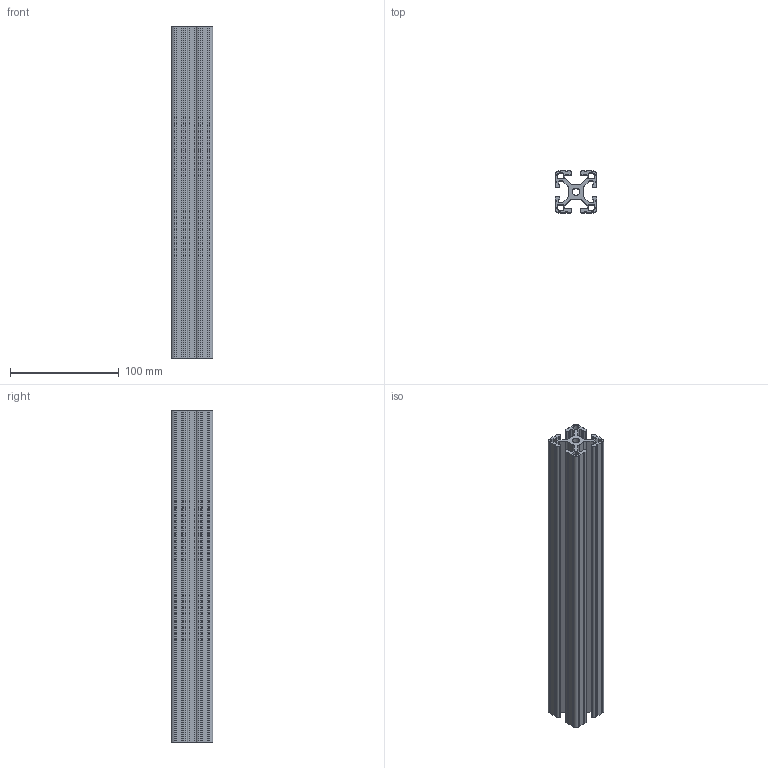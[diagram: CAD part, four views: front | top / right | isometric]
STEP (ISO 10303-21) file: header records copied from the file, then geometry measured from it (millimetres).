
FILE_DESCRIPTION (( 'STEP AP203' ), '1' );
FILE_NAME ('8020-1515-Lite.STEP', '2011-07-15T16:11:44', ( 'sysAdmin' ), ( 'SolidWorks' ), 'SwSTEP 2.0', 'SolidWorks 2011', '' );
FILE_SCHEMA (( 'CONFIG_CONTROL_DESIGN' ));
Length unit declared in the file: inch
Products named in the file (1): 8020-1515-Lite
Bounding box: 38.1 x 38.1 x 304.8 mm (x, y, z)
Volume: 176431.6 mm3; surface area: 131927.2 mm2
Topology: 1 solids, 1 shells, 176 faces, 522 edges, 348 vertices
Faces by surface type: plane 94, cylinder 82
Entity records: 6029 total; most frequent: CARTESIAN_POINT 1047, ORIENTED_EDGE 1044, DIRECTION 1040, EDGE_CURVE 522, VECTOR 358, LINE 358, VERTEX_POINT 348, AXIS2_PLACEMENT_3D 341
